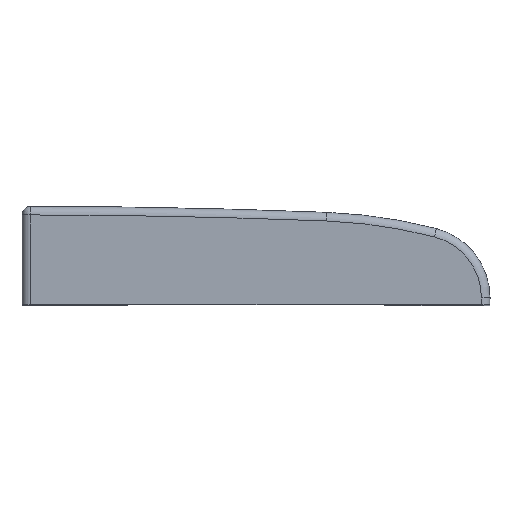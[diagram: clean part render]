
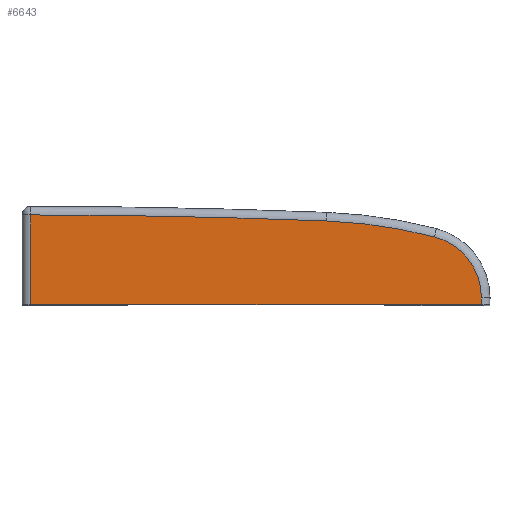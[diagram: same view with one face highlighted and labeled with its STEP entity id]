
A CAD part, top view. The second image highlights one B-rep face of the part: STEP entity #6643.
In plain terms, the highlighted planar face has unit normal (0, 0, 1).
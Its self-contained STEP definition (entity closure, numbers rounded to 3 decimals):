
#141 = AXIS2_PLACEMENT_3D ( 'NONE', #1781, #476, #439 ) ;
#292 = AXIS2_PLACEMENT_3D ( 'NONE', #6868, #6220, #8046 ) ;
#439 = DIRECTION ( 'NONE',  ( 1., 0., 0. ) ) ;
#476 = DIRECTION ( 'NONE',  ( 0., 0., 1. ) ) ;
#778 = VERTEX_POINT ( 'NONE', #3668 ) ;
#1146 = CARTESIAN_POINT ( 'NONE',  ( 56.194, 14.446, 98. ) ) ;
#1372 = AXIS2_PLACEMENT_3D ( 'NONE', #7516, #5371, #4953 ) ;
#1386 = EDGE_CURVE ( 'NONE', #2144, #5587, #1764, .T. ) ;
#1494 = LINE ( 'NONE', #3970, #3647 ) ;
#1764 = LINE ( 'NONE', #7985, #5160 ) ;
#1781 = CARTESIAN_POINT ( 'NONE',  ( 73.152, 0.254, 98. ) ) ;
#1797 = VERTEX_POINT ( 'NONE', #1146 ) ;
#1804 = DIRECTION ( 'NONE',  ( -1., 0., 0. ) ) ;
#2144 = VERTEX_POINT ( 'NONE', #4133 ) ;
#2156 = ORIENTED_EDGE ( 'NONE', *, *, #5351, .T. ) ;
#2353 = LINE ( 'NONE', #4235, #2775 ) ;
#2387 = CARTESIAN_POINT ( 'NONE',  ( 1.588, -1.016, 98. ) ) ;
#2388 = DIRECTION ( 'NONE',  ( 0., 0., 1. ) ) ;
#2764 = EDGE_CURVE ( 'NONE', #1797, #6568, #2886, .T. ) ;
#2775 = VECTOR ( 'NONE', #3623, 1000. ) ;
#2837 = CARTESIAN_POINT ( 'NONE',  ( 76.079, 11.5, 98. ) ) ;
#2886 = CIRCLE ( 'NONE', #292, 1420.812 ) ;
#3104 = VERTEX_POINT ( 'NONE', #2837 ) ;
#3533 = FACE_OUTER_BOUND ( 'NONE', #7047, .T. ) ;
#3623 = DIRECTION ( 'NONE',  ( 0., 1., 0. ) ) ;
#3647 = VECTOR ( 'NONE', #6454, 1000. ) ;
#3668 = CARTESIAN_POINT ( 'NONE',  ( 84.773, 0.254, 98. ) ) ;
#3675 = ORIENTED_EDGE ( 'NONE', *, *, #1386, .F. ) ;
#3687 = CARTESIAN_POINT ( 'NONE',  ( 1.588, 15.557, 98. ) ) ;
#3764 = EDGE_CURVE ( 'NONE', #778, #3104, #4608, .T. ) ;
#3959 = ORIENTED_EDGE ( 'NONE', *, *, #6311, .T. ) ;
#3970 = CARTESIAN_POINT ( 'NONE',  ( 1.588, -1.016, 98. ) ) ;
#4133 = CARTESIAN_POINT ( 'NONE',  ( 84.772, -1.016, 98. ) ) ;
#4235 = CARTESIAN_POINT ( 'NONE',  ( 84.772, 0.254, 98. ) ) ;
#4608 = CIRCLE ( 'NONE', #1372, 11.621 ) ;
#4879 = DIRECTION ( 'NONE',  ( 1., 0., 0. ) ) ;
#4951 = CIRCLE ( 'NONE', #5461, 93.662 ) ;
#4953 = DIRECTION ( 'NONE',  ( 1., 0., 0. ) ) ;
#5160 = VECTOR ( 'NONE', #1804, 1000. ) ;
#5309 = ORIENTED_EDGE ( 'NONE', *, *, #6848, .T. ) ;
#5336 = CARTESIAN_POINT ( 'NONE',  ( 52.489, -79.143, 98. ) ) ;
#5351 = EDGE_CURVE ( 'NONE', #2144, #778, #2353, .T. ) ;
#5371 = DIRECTION ( 'NONE',  ( 0., 0., 1. ) ) ;
#5461 = AXIS2_PLACEMENT_3D ( 'NONE', #5336, #2388, #4879 ) ;
#5562 = ORIENTED_EDGE ( 'NONE', *, *, #2764, .T. ) ;
#5587 = VERTEX_POINT ( 'NONE', #2387 ) ;
#6220 = DIRECTION ( 'NONE',  ( 0., 0., 1. ) ) ;
#6311 = EDGE_CURVE ( 'NONE', #3104, #1797, #4951, .T. ) ;
#6454 = DIRECTION ( 'NONE',  ( 0., -1., 0. ) ) ;
#6568 = VERTEX_POINT ( 'NONE', #3687 ) ;
#6643 = ADVANCED_FACE ( 'NONE', ( #3533 ), #7271, .T. ) ;
#6848 = EDGE_CURVE ( 'NONE', #6568, #5587, #1494, .T. ) ;
#6868 = CARTESIAN_POINT ( 'NONE',  ( 0., -1405.255, 98. ) ) ;
#7047 = EDGE_LOOP ( 'NONE', ( #3675, #2156, #7669, #3959, #5562, #5309 ) ) ;
#7271 = PLANE ( 'NONE',  #141 ) ;
#7516 = CARTESIAN_POINT ( 'NONE',  ( 73.152, 0.254, 98. ) ) ;
#7669 = ORIENTED_EDGE ( 'NONE', *, *, #3764, .T. ) ;
#7985 = CARTESIAN_POINT ( 'NONE',  ( 0., -1.016, 98. ) ) ;
#8046 = DIRECTION ( 'NONE',  ( 1., 0., 0. ) ) ;
